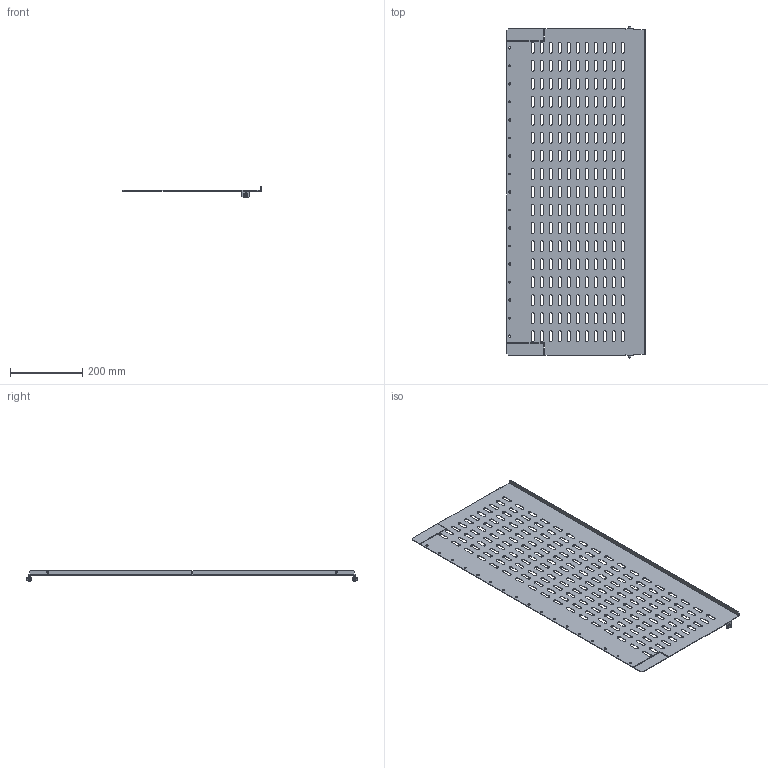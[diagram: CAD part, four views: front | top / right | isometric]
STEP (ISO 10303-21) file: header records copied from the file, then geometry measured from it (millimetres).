
FILE_DESCRIPTION (( 'STEP AP203' ), '1' );
FILE_NAME ('FO-00-SWHR-100 FORMAT Ïåðåãîðîäêà ñåêö. ãîðèç. àïïàðàòíîãî îòñåêà IEK.STEP', '2024-12-25T13:26:04', ( '' ), ( '' ), 'SwSTEP 2.0', 'SolidWorks 2022', '' );
FILE_SCHEMA (( 'CONFIG_CONTROL_DESIGN' ));
Length unit declared in the file: millimetre
Products named in the file (1): FO-00-SWHR-100 FORMAT Перегородка секц. гориз. аппаратного отсека IEK
Bounding box: 383.5 x 921.4 x 30.5 mm (x, y, z)
Volume: 465719.6 mm3; surface area: 645390.1 mm2
Topology: 3 solids, 3 shells, 926 faces, 2732 edges, 1816 vertices
Faces by surface type: cylinder 456, plane 454, cone 8, torus 8
Entity records: 32065 total; most frequent: DIRECTION 5522, CARTESIAN_POINT 5475, ORIENTED_EDGE 5464, EDGE_CURVE 2732, AXIS2_PLACEMENT_3D 1863, VERTEX_POINT 1816, VECTOR 1796, LINE 1796
